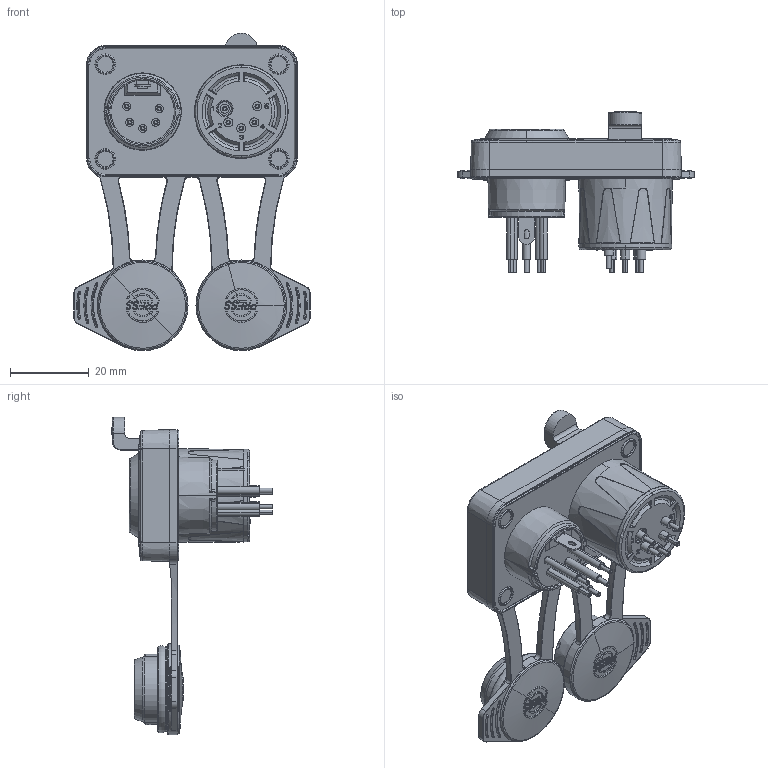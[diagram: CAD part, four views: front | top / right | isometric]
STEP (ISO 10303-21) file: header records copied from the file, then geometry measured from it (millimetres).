
FILE_DESCRIPTION((''),'2;1');
FILE_NAME('30012670','2025-09-05T07:46:32',('SYSTEM'),(''),'CREO PARAMETRIC BY PTC INC, 2023424','CREO PARAMETRIC BY PTC INC, 2023424','');
FILE_SCHEMA(('CONFIG_CONTROL_DESIGN'));
Products named in the file (1): 30012670
Bounding box: 60 x 41 x 80.45 mm (x, y, z)
Volume: 32740.4 mm3; surface area: 13887.3 mm2
Topology: 1 solids, 5 shells, 1783 faces, 4870 edges, 3185 vertices
Faces by surface type: plane 949, cylinder 258, bspline 157, cone 152, torus 150, extrusion 79, sphere 38
Entity records: 66165 total; most frequent: CARTESIAN_POINT 21448, ORIENTED_EDGE 9704, DIRECTION 9110, EDGE_CURVE 4852, AXIS2_PLACEMENT_3D 3489, VERTEX_POINT 3185, VECTOR 2132, LINE 2053
